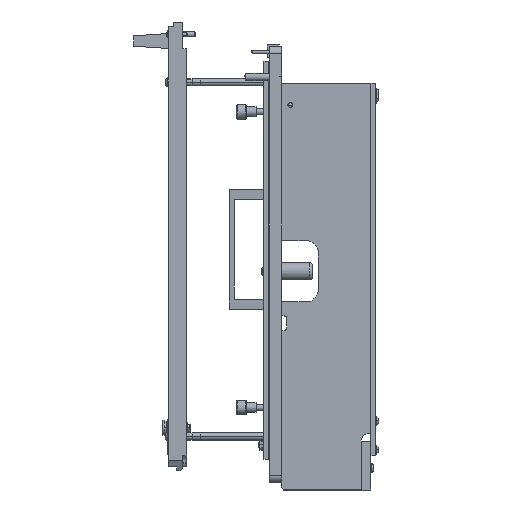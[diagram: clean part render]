
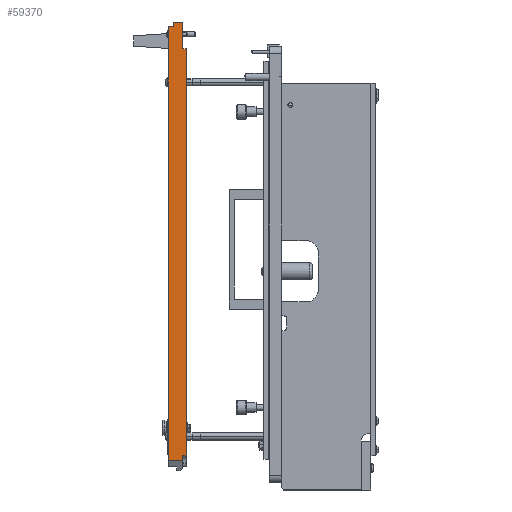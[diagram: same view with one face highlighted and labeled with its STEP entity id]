
A CAD part, left-side view. The second image highlights one B-rep face of the part: STEP entity #59370.
In plain terms, the highlighted face is planar.
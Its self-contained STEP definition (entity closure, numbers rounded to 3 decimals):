
#344 = VECTOR ( 'NONE', #66813, 1000. ) ;
#574 = CARTESIAN_POINT ( 'NONE',  ( 253., -4.3, -161.55 ) ) ;
#1512 = CARTESIAN_POINT ( 'NONE',  ( 253., 7.5, 175.55 ) ) ;
#1579 = ORIENTED_EDGE ( 'NONE', *, *, #64431, .F. ) ;
#2281 = CARTESIAN_POINT ( 'NONE',  ( 253., 7.5, -179.55 ) ) ;
#3881 = LINE ( 'NONE', #1512, #39720 ) ;
#6142 = CARTESIAN_POINT ( 'NONE',  ( 253., -4.3, 171.55 ) ) ;
#6342 = VERTEX_POINT ( 'NONE', #66532 ) ;
#7591 = ORIENTED_EDGE ( 'NONE', *, *, #24774, .T. ) ;
#7854 = EDGE_CURVE ( 'NONE', #19281, #85995, #87955, .T. ) ;
#8218 = VERTEX_POINT ( 'NONE', #83679 ) ;
#9814 = CARTESIAN_POINT ( 'NONE',  ( 253., -4.3, -183.55 ) ) ;
#10571 = LINE ( 'NONE', #13046, #34462 ) ;
#12305 = LINE ( 'NONE', #59457, #344 ) ;
#13046 = CARTESIAN_POINT ( 'NONE',  ( 253., -4.3, 171.55 ) ) ;
#13853 = LINE ( 'NONE', #47883, #59201 ) ;
#15212 = CARTESIAN_POINT ( 'NONE',  ( 253., -7.5, -183.55 ) ) ;
#15560 = LINE ( 'NONE', #15212, #94430 ) ;
#15922 = VERTEX_POINT ( 'NONE', #2281 ) ;
#19281 = VERTEX_POINT ( 'NONE', #20698 ) ;
#20698 = CARTESIAN_POINT ( 'NONE',  ( 253., -4.3, -183.55 ) ) ;
#22133 = EDGE_CURVE ( 'NONE', #59172, #38512, #12305, .T. ) ;
#23768 = CARTESIAN_POINT ( 'NONE',  ( 253., -7.4, 101.55 ) ) ;
#24637 = VECTOR ( 'NONE', #48237, 1000. ) ;
#24774 = EDGE_CURVE ( 'NONE', #79065, #35335, #10571, .T. ) ;
#26351 = DIRECTION ( 'NONE',  ( 0., 0., 1. ) ) ;
#30205 = DIRECTION ( 'NONE',  ( 0., 1., 0. ) ) ;
#30939 = LINE ( 'NONE', #63310, #77587 ) ;
#31698 = AXIS2_PLACEMENT_3D ( 'NONE', #34675, #88096, #26351 ) ;
#31718 = EDGE_CURVE ( 'NONE', #79065, #6342, #59095, .T. ) ;
#32248 = DIRECTION ( 'NONE',  ( 0., 0., 1. ) ) ;
#33063 = VECTOR ( 'NONE', #60454, 1000. ) ;
#34462 = VECTOR ( 'NONE', #96905, 1000. ) ;
#34675 = CARTESIAN_POINT ( 'NONE',  ( 253., 7.5, 183.55 ) ) ;
#35335 = VERTEX_POINT ( 'NONE', #84647 ) ;
#35933 = EDGE_CURVE ( 'NONE', #56642, #68494, #86752, .T. ) ;
#37493 = ORIENTED_EDGE ( 'NONE', *, *, #22133, .T. ) ;
#38473 = ORIENTED_EDGE ( 'NONE', *, *, #42240, .F. ) ;
#38512 = VERTEX_POINT ( 'NONE', #94059 ) ;
#38555 = EDGE_CURVE ( 'NONE', #8218, #6342, #3881, .T. ) ;
#39537 = VECTOR ( 'NONE', #84816, 1000. ) ;
#39720 = VECTOR ( 'NONE', #85968, 1000. ) ;
#39821 = EDGE_CURVE ( 'NONE', #19281, #68494, #15560, .T. ) ;
#40658 = DIRECTION ( 'NONE',  ( 0., -1., 0. ) ) ;
#41044 = PLANE ( 'NONE',  #31698 ) ;
#41522 = CARTESIAN_POINT ( 'NONE',  ( 253., -4.3, 183.55 ) ) ;
#42240 = EDGE_CURVE ( 'NONE', #59172, #35335, #50435, .T. ) ;
#44256 = EDGE_CURVE ( 'NONE', #15922, #56642, #64000, .T. ) ;
#45103 = CARTESIAN_POINT ( 'NONE',  ( 253., 3.2, -183.55 ) ) ;
#47678 = FACE_OUTER_BOUND ( 'NONE', #89675, .T. ) ;
#47864 = LINE ( 'NONE', #54103, #39537 ) ;
#47883 = CARTESIAN_POINT ( 'NONE',  ( 253., 7.5, 183.55 ) ) ;
#48237 = DIRECTION ( 'NONE',  ( 0., 0., 1. ) ) ;
#50435 = LINE ( 'NONE', #23768, #69564 ) ;
#50910 = VECTOR ( 'NONE', #63378, 1000. ) ;
#52816 = CARTESIAN_POINT ( 'NONE',  ( 253., 3.2, -183.55 ) ) ;
#54103 = CARTESIAN_POINT ( 'NONE',  ( 253., -7.5, 183.55 ) ) ;
#56642 = VERTEX_POINT ( 'NONE', #64692 ) ;
#58698 = ORIENTED_EDGE ( 'NONE', *, *, #31718, .F. ) ;
#59095 = LINE ( 'NONE', #41522, #68687 ) ;
#59172 = VERTEX_POINT ( 'NONE', #76101 ) ;
#59201 = VECTOR ( 'NONE', #32248, 1000. ) ;
#59370 = ADVANCED_FACE ( 'NONE', ( #47678 ), #41044, .F. ) ;
#59457 = CARTESIAN_POINT ( 'NONE',  ( 253., -7.4, 101.55 ) ) ;
#60454 = DIRECTION ( 'NONE',  ( 0., 0., -1. ) ) ;
#62513 = EDGE_CURVE ( 'NONE', #15922, #8218, #13853, .T. ) ;
#63310 = CARTESIAN_POINT ( 'NONE',  ( 253., -7.5, -161.55 ) ) ;
#63378 = DIRECTION ( 'NONE',  ( 0., -1., 0. ) ) ;
#64000 = LINE ( 'NONE', #71415, #50910 ) ;
#64431 = EDGE_CURVE ( 'NONE', #85995, #67978, #30939, .T. ) ;
#64692 = CARTESIAN_POINT ( 'NONE',  ( 253., 3.2, -179.55 ) ) ;
#66532 = CARTESIAN_POINT ( 'NONE',  ( 253., -4.3, 175.55 ) ) ;
#66813 = DIRECTION ( 'NONE',  ( 0., -1., 0. ) ) ;
#67978 = VERTEX_POINT ( 'NONE', #83922 ) ;
#68494 = VERTEX_POINT ( 'NONE', #45103 ) ;
#68687 = VECTOR ( 'NONE', #71865, 1000. ) ;
#69564 = VECTOR ( 'NONE', #93568, 1000. ) ;
#71415 = CARTESIAN_POINT ( 'NONE',  ( 253., 7.5, -179.55 ) ) ;
#71865 = DIRECTION ( 'NONE',  ( 0., 0., 1. ) ) ;
#76101 = CARTESIAN_POINT ( 'NONE',  ( 253., -7.4, 101.55 ) ) ;
#77587 = VECTOR ( 'NONE', #40658, 1000. ) ;
#78449 = ORIENTED_EDGE ( 'NONE', *, *, #85484, .T. ) ;
#79065 = VERTEX_POINT ( 'NONE', #6142 ) ;
#79324 = ORIENTED_EDGE ( 'NONE', *, *, #44256, .F. ) ;
#83679 = CARTESIAN_POINT ( 'NONE',  ( 253., 7.5, 175.55 ) ) ;
#83922 = CARTESIAN_POINT ( 'NONE',  ( 253., -7.5, -161.55 ) ) ;
#84647 = CARTESIAN_POINT ( 'NONE',  ( 253., -7.4, 171.55 ) ) ;
#84816 = DIRECTION ( 'NONE',  ( 0., 0., -1. ) ) ;
#85373 = ORIENTED_EDGE ( 'NONE', *, *, #39821, .T. ) ;
#85484 = EDGE_CURVE ( 'NONE', #38512, #67978, #47864, .T. ) ;
#85968 = DIRECTION ( 'NONE',  ( 0., -1., 0. ) ) ;
#85995 = VERTEX_POINT ( 'NONE', #574 ) ;
#86752 = LINE ( 'NONE', #52816, #33063 ) ;
#87080 = ORIENTED_EDGE ( 'NONE', *, *, #7854, .F. ) ;
#87693 = ORIENTED_EDGE ( 'NONE', *, *, #62513, .T. ) ;
#87955 = LINE ( 'NONE', #9814, #24637 ) ;
#88096 = DIRECTION ( 'NONE',  ( -1., 0., 0. ) ) ;
#89675 = EDGE_LOOP ( 'NONE', ( #38473, #37493, #78449, #1579, #87080, #85373, #91053, #79324, #87693, #90059, #58698, #7591 ) ) ;
#90059 = ORIENTED_EDGE ( 'NONE', *, *, #38555, .T. ) ;
#91053 = ORIENTED_EDGE ( 'NONE', *, *, #35933, .F. ) ;
#93568 = DIRECTION ( 'NONE',  ( 0., 0., 1. ) ) ;
#94059 = CARTESIAN_POINT ( 'NONE',  ( 253., -7.5, 101.55 ) ) ;
#94430 = VECTOR ( 'NONE', #30205, 1000. ) ;
#96905 = DIRECTION ( 'NONE',  ( 0., -1., 0. ) ) ;
